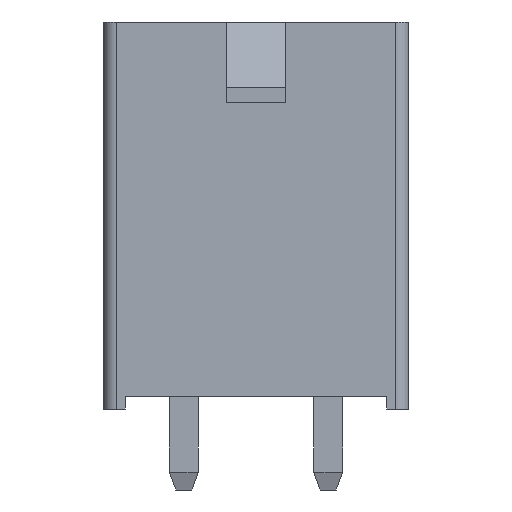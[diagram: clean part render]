
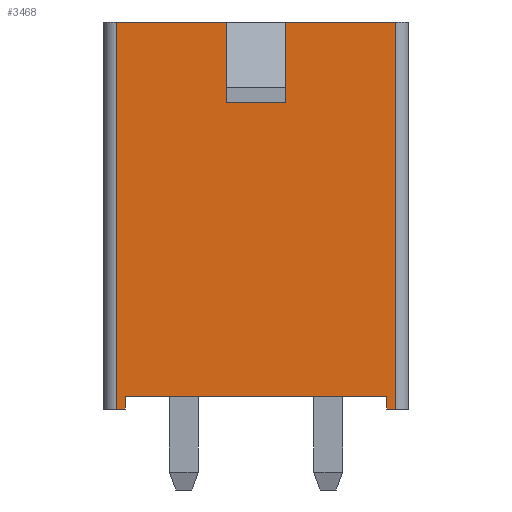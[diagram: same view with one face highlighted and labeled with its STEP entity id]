
A CAD part, front view. The second image highlights one B-rep face of the part: STEP entity #3468.
In plain terms, the highlighted face is planar.
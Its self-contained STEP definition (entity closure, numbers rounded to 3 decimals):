
#65=LINE('',#4526,#392);
#67=LINE('',#4530,#394);
#68=LINE('',#4532,#395);
#69=LINE('',#4534,#396);
#70=LINE('',#4536,#397);
#71=LINE('',#4538,#398);
#72=LINE('',#4540,#399);
#73=LINE('',#4542,#400);
#74=LINE('',#4544,#401);
#75=LINE('',#4546,#402);
#76=LINE('',#4548,#403);
#77=LINE('',#4550,#404);
#392=VECTOR('',#3844,1000.);
#394=VECTOR('',#3848,1000.);
#395=VECTOR('',#3849,1000.);
#396=VECTOR('',#3850,1000.);
#397=VECTOR('',#3851,1000.);
#398=VECTOR('',#3852,1000.);
#399=VECTOR('',#3853,1000.);
#400=VECTOR('',#3854,1000.);
#401=VECTOR('',#3855,1000.);
#402=VECTOR('',#3856,1000.);
#403=VECTOR('',#3857,1000.);
#404=VECTOR('',#3858,1000.);
#740=ORIENTED_EDGE('',*,*,#1427,.F.);
#741=ORIENTED_EDGE('',*,*,#1425,.T.);
#742=ORIENTED_EDGE('',*,*,#1428,.T.);
#743=ORIENTED_EDGE('',*,*,#1429,.T.);
#744=ORIENTED_EDGE('',*,*,#1430,.F.);
#745=ORIENTED_EDGE('',*,*,#1431,.F.);
#746=ORIENTED_EDGE('',*,*,#1432,.F.);
#747=ORIENTED_EDGE('',*,*,#1433,.T.);
#748=ORIENTED_EDGE('',*,*,#1434,.F.);
#749=ORIENTED_EDGE('',*,*,#1435,.F.);
#750=ORIENTED_EDGE('',*,*,#1436,.T.);
#751=ORIENTED_EDGE('',*,*,#1437,.F.);
#1425=EDGE_CURVE('',#1768,#1767,#65,.T.);
#1427=EDGE_CURVE('',#1768,#1769,#67,.T.);
#1428=EDGE_CURVE('',#1767,#1770,#68,.T.);
#1429=EDGE_CURVE('',#1770,#1771,#69,.T.);
#1430=EDGE_CURVE('',#1772,#1771,#70,.T.);
#1431=EDGE_CURVE('',#1773,#1772,#71,.T.);
#1432=EDGE_CURVE('',#1774,#1773,#72,.T.);
#1433=EDGE_CURVE('',#1774,#1775,#73,.T.);
#1434=EDGE_CURVE('',#1776,#1775,#74,.T.);
#1435=EDGE_CURVE('',#1777,#1776,#75,.T.);
#1436=EDGE_CURVE('',#1777,#1778,#76,.T.);
#1437=EDGE_CURVE('',#1769,#1778,#77,.T.);
#1767=VERTEX_POINT('',#4525);
#1768=VERTEX_POINT('',#4527);
#1769=VERTEX_POINT('',#4531);
#1770=VERTEX_POINT('',#4533);
#1771=VERTEX_POINT('',#4535);
#1772=VERTEX_POINT('',#4537);
#1773=VERTEX_POINT('',#4539);
#1774=VERTEX_POINT('',#4541);
#1775=VERTEX_POINT('',#4543);
#1776=VERTEX_POINT('',#4545);
#1777=VERTEX_POINT('',#4547);
#1778=VERTEX_POINT('',#4549);
#1992=EDGE_LOOP('',(#740,#741,#742,#743,#744,#745,#746,#747,#748,#749,#750,
#751));
#2147=FACE_BOUND('',#1992,.T.);
#2300=PLANE('',#3626);
#3468=ADVANCED_FACE('',(#2147),#2300,.F.);
#3626=AXIS2_PLACEMENT_3D('',#4529,#3846,#3847);
#3844=DIRECTION('',(0.,1.,0.));
#3846=DIRECTION('',(0.,0.,-1.));
#3847=DIRECTION('',(-1.,0.,0.));
#3848=DIRECTION('',(1.,0.,0.));
#3849=DIRECTION('',(-1.,0.,0.));
#3850=DIRECTION('',(0.,-1.,0.));
#3851=DIRECTION('',(-1.,0.,0.));
#3852=DIRECTION('',(0.,-1.,0.));
#3853=DIRECTION('',(-1.,0.,0.));
#3854=DIRECTION('',(0.,-1.,0.));
#3855=DIRECTION('',(-1.,0.,0.));
#3856=DIRECTION('',(0.,-1.,0.));
#3857=DIRECTION('',(-1.,0.,0.));
#3858=DIRECTION('',(0.,1.,0.));
#4525=CARTESIAN_POINT('',(-5.175,7.65,3.4));
#4526=CARTESIAN_POINT('',(-5.175,7.15,3.4));
#4527=CARTESIAN_POINT('',(-5.175,7.15,3.4));
#4529=CARTESIAN_POINT('',(6.025,7.65,3.4));
#4530=CARTESIAN_POINT('',(-5.175,7.15,3.4));
#4531=CARTESIAN_POINT('',(5.175,7.15,3.4));
#4532=CARTESIAN_POINT('',(6.025,7.65,3.4));
#4533=CARTESIAN_POINT('',(-5.525,7.65,3.4));
#4534=CARTESIAN_POINT('',(-5.525,7.65,3.4));
#4535=CARTESIAN_POINT('',(-5.525,-7.65,3.4));
#4536=CARTESIAN_POINT('',(6.025,-7.65,3.4));
#4537=CARTESIAN_POINT('',(-1.175,-7.65,3.4));
#4538=CARTESIAN_POINT('',(-1.175,-4.65,3.4));
#4539=CARTESIAN_POINT('',(-1.175,-4.65,3.4));
#4540=CARTESIAN_POINT('',(1.175,-4.65,3.4));
#4541=CARTESIAN_POINT('',(1.175,-4.65,3.4));
#4542=CARTESIAN_POINT('',(1.175,-4.65,3.4));
#4543=CARTESIAN_POINT('',(1.175,-7.65,3.4));
#4544=CARTESIAN_POINT('',(6.025,-7.65,3.4));
#4545=CARTESIAN_POINT('',(5.525,-7.65,3.4));
#4546=CARTESIAN_POINT('',(5.525,7.65,3.4));
#4547=CARTESIAN_POINT('',(5.525,7.65,3.4));
#4548=CARTESIAN_POINT('',(6.025,7.65,3.4));
#4549=CARTESIAN_POINT('',(5.175,7.65,3.4));
#4550=CARTESIAN_POINT('',(5.175,7.15,3.4));
